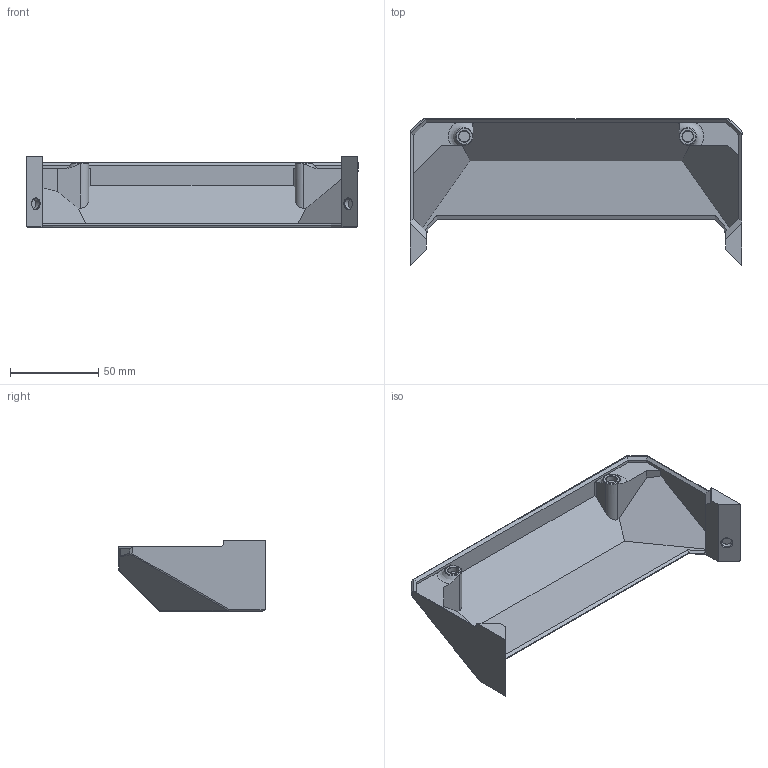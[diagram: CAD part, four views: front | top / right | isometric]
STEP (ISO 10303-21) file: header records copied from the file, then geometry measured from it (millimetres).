
FILE_DESCRIPTION(/* description */ (''),/* implementation_level */ '2;1');
FILE_NAME(/* name */ '[a]_cover_ramp_n3mi.step',/* time_stamp */ '2025-07-30T21:41:39+02:00',/* author */ (''),/* organization */ (''),/* preprocessor_version */ 'ST-DEVELOPER v20.1',/* originating_system */ 'Autodesk Translation Framework v14.10.0.0',/* authorisation */ '');
FILE_SCHEMA (('AUTOMOTIVE_DESIGN { 1 0 10303 214 3 1 1 }'));
Length unit declared in the file: millimetre
Products named in the file (2): [a]_cover_ramp_n3mi; cover_ramp
Assembly tree (1 placements, depth 2):
  [a]_cover_ramp_n3mi
    cover_ramp
Bounding box: 188.6 x 83.09 x 40.2 mm (x, y, z)
Volume: 64550.7 mm3; surface area: 39604 mm2
Topology: 1 solids, 1 shells, 113 faces, 300 edges, 193 vertices
Faces by surface type: plane 99, cylinder 6, cone 6, torus 2
Full cylindrical faces by diameter (mm): 6.1 x4
Entity records: 3544 total; most frequent: CARTESIAN_POINT 677, ORIENTED_EDGE 600, DIRECTION 550, EDGE_CURVE 300, LINE 266, VECTOR 266, VERTEX_POINT 193, AXIS2_PLACEMENT_3D 142
